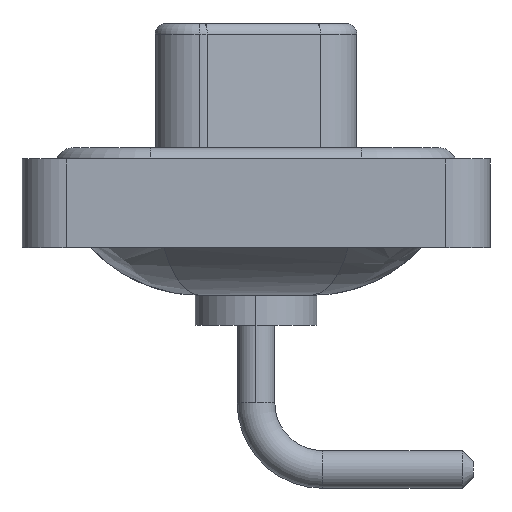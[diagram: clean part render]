
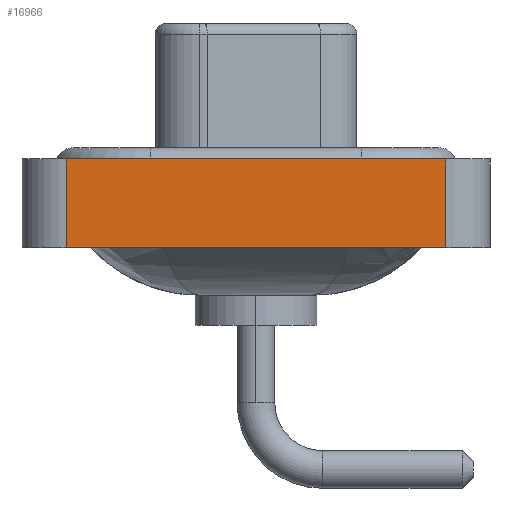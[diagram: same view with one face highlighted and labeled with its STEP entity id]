
A CAD part, left-side view. The second image highlights one B-rep face of the part: STEP entity #16966.
In plain terms, the highlighted planar face has unit normal (-1, 0, 0).
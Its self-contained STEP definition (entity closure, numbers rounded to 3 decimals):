
#551 = ORIENTED_EDGE ( 'NONE', *, *, #13135, .T. ) ;
#726 = VECTOR ( 'NONE', #2507, 1000. ) ;
#1320 = CARTESIAN_POINT ( 'NONE',  ( -7.35, -8.55, -3.6 ) ) ;
#1322 = LINE ( 'NONE', #5585, #13164 ) ;
#1358 = DIRECTION ( 'NONE',  ( 0., 0., 1. ) ) ;
#1758 = LINE ( 'NONE', #3179, #4901 ) ;
#1785 = CARTESIAN_POINT ( 'NONE',  ( -7.35, 8.55, -3.6 ) ) ;
#2507 = DIRECTION ( 'NONE',  ( 0., -1., 0. ) ) ;
#2959 = PLANE ( 'NONE',  #3703 ) ;
#2981 = EDGE_LOOP ( 'NONE', ( #551, #13236, #11950, #15806 ) ) ;
#3045 = CARTESIAN_POINT ( 'NONE',  ( -7.35, -8.55, -3.6 ) ) ;
#3179 = CARTESIAN_POINT ( 'NONE',  ( -7.35, 8.55, -3.6 ) ) ;
#3703 = AXIS2_PLACEMENT_3D ( 'NONE', #3045, #13835, #1358 ) ;
#4208 = DIRECTION ( 'NONE',  ( 0., -1., 0. ) ) ;
#4607 = LINE ( 'NONE', #7356, #16437 ) ;
#4901 = VECTOR ( 'NONE', #14133, 1000. ) ;
#5585 = CARTESIAN_POINT ( 'NONE',  ( -7.35, -8.55, 0.4 ) ) ;
#5883 = DIRECTION ( 'NONE',  ( 0., 0., 1. ) ) ;
#6103 = EDGE_CURVE ( 'NONE', #10538, #8460, #1322, .T. ) ;
#7117 = VERTEX_POINT ( 'NONE', #1785 ) ;
#7356 = CARTESIAN_POINT ( 'NONE',  ( -7.35, -8.55, -3.6 ) ) ;
#8460 = VERTEX_POINT ( 'NONE', #8848 ) ;
#8848 = CARTESIAN_POINT ( 'NONE',  ( -7.35, -8.55, 0.4 ) ) ;
#10538 = VERTEX_POINT ( 'NONE', #16106 ) ;
#10636 = EDGE_CURVE ( 'NONE', #7117, #12699, #14994, .T. ) ;
#11950 = ORIENTED_EDGE ( 'NONE', *, *, #17323, .F. ) ;
#12699 = VERTEX_POINT ( 'NONE', #1320 ) ;
#13135 = EDGE_CURVE ( 'NONE', #12699, #8460, #4607, .T. ) ;
#13164 = VECTOR ( 'NONE', #4208, 1000. ) ;
#13236 = ORIENTED_EDGE ( 'NONE', *, *, #6103, .F. ) ;
#13835 = DIRECTION ( 'NONE',  ( -1., 0., 0. ) ) ;
#14133 = DIRECTION ( 'NONE',  ( 0., 0., 1. ) ) ;
#14994 = LINE ( 'NONE', #15350, #726 ) ;
#15350 = CARTESIAN_POINT ( 'NONE',  ( -7.35, -8.55, -3.6 ) ) ;
#15456 = FACE_OUTER_BOUND ( 'NONE', #2981, .T. ) ;
#15806 = ORIENTED_EDGE ( 'NONE', *, *, #10636, .T. ) ;
#16106 = CARTESIAN_POINT ( 'NONE',  ( -7.35, 8.55, 0.4 ) ) ;
#16437 = VECTOR ( 'NONE', #5883, 1000. ) ;
#16966 = ADVANCED_FACE ( 'NONE', ( #15456 ), #2959, .T. ) ;
#17323 = EDGE_CURVE ( 'NONE', #7117, #10538, #1758, .T. ) ;
